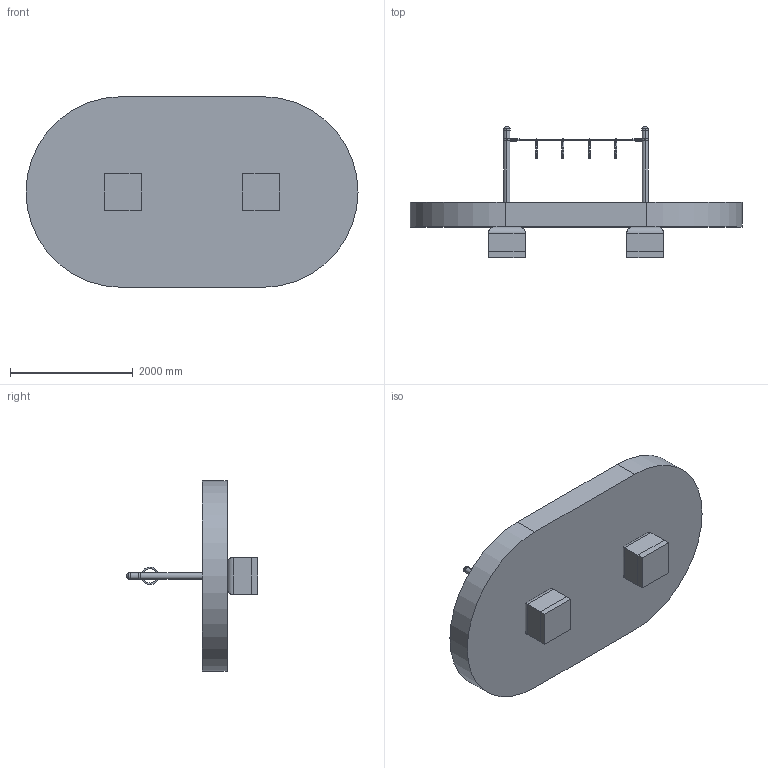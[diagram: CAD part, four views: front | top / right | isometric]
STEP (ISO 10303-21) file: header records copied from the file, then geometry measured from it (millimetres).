
FILE_DESCRIPTION (( 'STEP AP214' ), '1' );
FILE_NAME ('4591-30-16.STEP', '2019-01-17T10:47:56', ( '' ), ( '' ), 'SwSTEP 2.0', 'SolidWorks 2018', '' );
FILE_SCHEMA (( 'AUTOMOTIVE_DESIGN' ));
Length unit declared in the file: millimetre
Products named in the file (14): 30-4594-70 Aluverbindung kurz 70 x 50 x16 mm; 55-02-08 - Schäkel M8 n geschweift; 457-01 - Kunststoff Kausche gelb; Seil ohne Ringe_Standard<Wie bearbeitet>; 4591-30-16; 70-06-456F - Seilstopper ALT; Halteringe; 46-02-105822 - Ringmutter M10 22er Auge; slotted cheese head screw_din_DIN EN ISO 1207 - M10 x 40 - 40N; Haltering; -1-Zsmb-Abdeckkappe-4591-30-2_02; Sicherheitsbereich; Stahlpfosten 102 mm; 35-102 - Pfostenschelle f黵 102er Rohr
Assembly tree (29 placements, depth 3):
  4591-30-16
    Seil ohne Ringe_Standard<Wie bearbeitet>
    457-01 - Kunststoff Kausche gelb  x2
    55-02-08 - Schäkel M8 n geschweift  x2
    30-4594-70 Aluverbindung kurz 70 x 50 x16 mm  x2
    35-102 - Pfostenschelle f黵 102er Rohr  x2
    Stahlpfosten 102 mm  x2
    Sicherheitsbereich
    -1-Zsmb-Abdeckkappe-4591-30-2_02  x2
    Halteringe  x4
      Haltering
      slotted cheese head screw_din_DIN EN ISO 1207 - M10 x 40 - 40N
      46-02-105822 - Ringmutter M10 22er Auge
    70-06-456F - Seilstopper ALT  x8
Bounding box: 5400 x 2140.78 x 3100 mm (x, y, z)
Volume: 6227715644.1 mm3; surface area: 43342184.4 mm2
Topology: 42 solids, 42 shells, 1165 faces, 2805 edges, 1726 vertices
Faces by surface type: cylinder 407, plane 316, torus 222, cone 124, bspline 96
Entity records: 18965 total; most frequent: CARTESIAN_POINT 7588, ORIENTED_EDGE 2116, DIRECTION 2087, EDGE_CURVE 1058, AXIS2_PLACEMENT_3D 823, VERTEX_POINT 658, EDGE_LOOP 476, VECTOR 441
